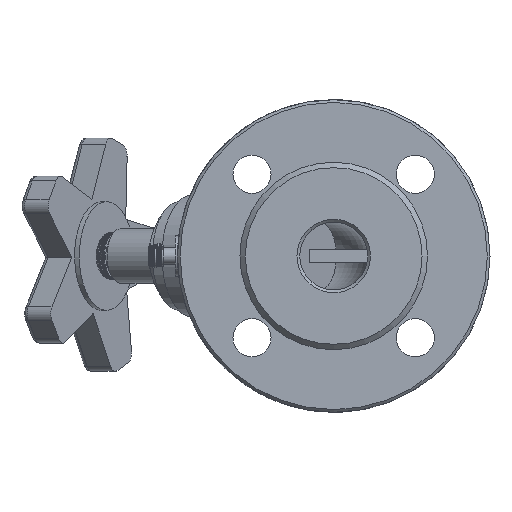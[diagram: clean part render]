
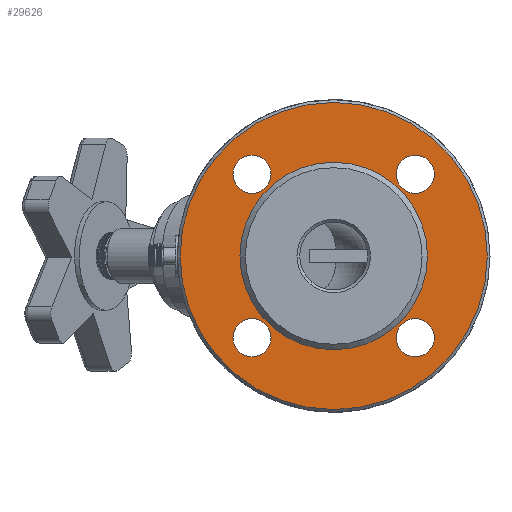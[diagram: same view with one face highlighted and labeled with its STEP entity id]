
A CAD part, left-side view. The second image highlights one B-rep face of the part: STEP entity #29626.
In plain terms, the highlighted planar face has unit normal (-1, 0, 0).
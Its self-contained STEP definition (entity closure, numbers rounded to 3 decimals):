
#387=FACE_BOUND('',#3694,.T.);
#388=FACE_BOUND('',#3695,.T.);
#389=FACE_BOUND('',#3696,.T.);
#390=FACE_BOUND('',#3697,.T.);
#391=FACE_BOUND('',#3698,.T.);
#2001=FACE_OUTER_BOUND('',#3693,.T.);
#3693=EDGE_LOOP('',(#23114));
#3694=EDGE_LOOP('',(#23115));
#3695=EDGE_LOOP('',(#23116));
#3696=EDGE_LOOP('',(#23117));
#3697=EDGE_LOOP('',(#23118));
#3698=EDGE_LOOP('',(#23119));
#5090=CIRCLE('',#32163,56.5);
#5091=CIRCLE('',#32165,34.5);
#5092=CIRCLE('',#32166,7.);
#5093=CIRCLE('',#32167,7.);
#5094=CIRCLE('',#32168,7.);
#5095=CIRCLE('',#32169,7.);
#12502=VERTEX_POINT('',#49420);
#12503=VERTEX_POINT('',#49424);
#12504=VERTEX_POINT('',#49426);
#12505=VERTEX_POINT('',#49428);
#12506=VERTEX_POINT('',#49430);
#12507=VERTEX_POINT('',#49432);
#16084=EDGE_CURVE('',#12502,#12502,#5090,.T.);
#16085=EDGE_CURVE('',#12503,#12503,#5091,.T.);
#16086=EDGE_CURVE('',#12504,#12504,#5092,.T.);
#16087=EDGE_CURVE('',#12505,#12505,#5093,.T.);
#16088=EDGE_CURVE('',#12506,#12506,#5094,.T.);
#16089=EDGE_CURVE('',#12507,#12507,#5095,.T.);
#23114=ORIENTED_EDGE('',*,*,#16084,.F.);
#23115=ORIENTED_EDGE('',*,*,#16085,.F.);
#23116=ORIENTED_EDGE('',*,*,#16086,.F.);
#23117=ORIENTED_EDGE('',*,*,#16087,.F.);
#23118=ORIENTED_EDGE('',*,*,#16088,.F.);
#23119=ORIENTED_EDGE('',*,*,#16089,.F.);
#26435=PLANE('',#32164);
#29626=ADVANCED_FACE('',(#2001,#387,#388,#389,#390,#391),#26435,.F.);
#32163=AXIS2_PLACEMENT_3D('',#49422,#38506,#38507);
#32164=AXIS2_PLACEMENT_3D('',#49423,#38508,#38509);
#32165=AXIS2_PLACEMENT_3D('',#49425,#38510,#38511);
#32166=AXIS2_PLACEMENT_3D('',#49427,#38512,#38513);
#32167=AXIS2_PLACEMENT_3D('',#49429,#38514,#38515);
#32168=AXIS2_PLACEMENT_3D('',#49431,#38516,#38517);
#32169=AXIS2_PLACEMENT_3D('',#49433,#38518,#38519);
#38506=DIRECTION('center_axis',(1.,0.,0.));
#38507=DIRECTION('ref_axis',(0.,-1.,0.));
#38508=DIRECTION('center_axis',(1.,0.,0.));
#38509=DIRECTION('ref_axis',(0.,0.,-1.));
#38510=DIRECTION('center_axis',(-1.,0.,0.));
#38511=DIRECTION('ref_axis',(0.,0.,-1.));
#38512=DIRECTION('center_axis',(-1.,0.,0.));
#38513=DIRECTION('ref_axis',(0.,-1.,0.));
#38514=DIRECTION('center_axis',(-1.,0.,0.));
#38515=DIRECTION('ref_axis',(0.,-1.,0.));
#38516=DIRECTION('center_axis',(-1.,0.,0.));
#38517=DIRECTION('ref_axis',(0.,-1.,0.));
#38518=DIRECTION('center_axis',(-1.,0.,0.));
#38519=DIRECTION('ref_axis',(0.,-1.,0.));
#49420=CARTESIAN_POINT('',(0.,56.5,0.));
#49422=CARTESIAN_POINT('Origin',(0.,0.,0.));
#49423=CARTESIAN_POINT('Origin',(0.,0.,0.));
#49424=CARTESIAN_POINT('',(0.,0.,34.5));
#49425=CARTESIAN_POINT('Origin',(0.,0.,0.));
#49426=CARTESIAN_POINT('',(0.,37.052,30.052));
#49427=CARTESIAN_POINT('Origin',(0.,30.052,30.052));
#49428=CARTESIAN_POINT('',(0.,-23.052,30.052));
#49429=CARTESIAN_POINT('Origin',(0.,-30.052,30.052));
#49430=CARTESIAN_POINT('',(0.,-23.052,-30.052));
#49431=CARTESIAN_POINT('Origin',(0.,-30.052,-30.052));
#49432=CARTESIAN_POINT('',(0.,37.052,-30.052));
#49433=CARTESIAN_POINT('Origin',(0.,30.052,-30.052));
